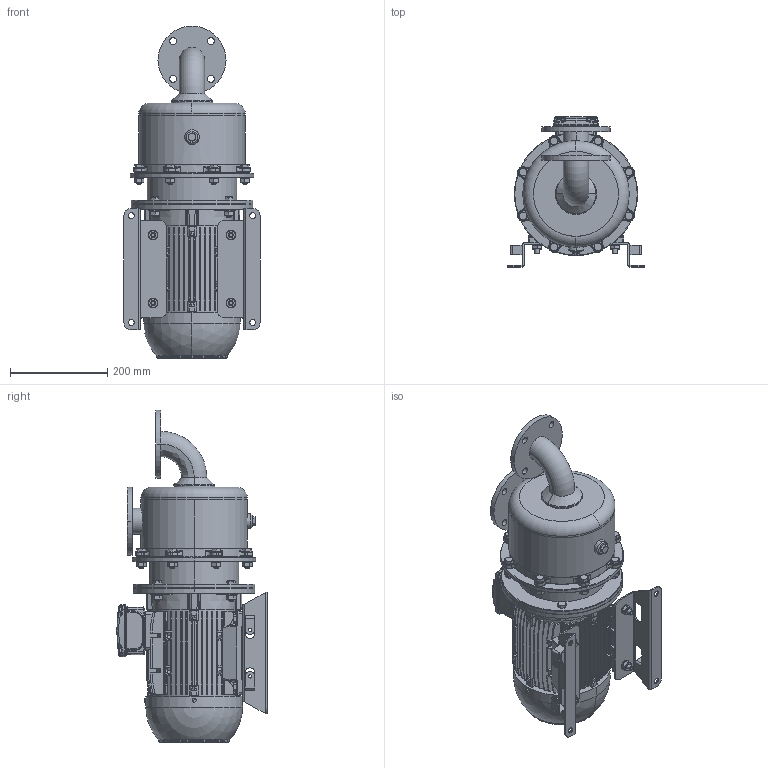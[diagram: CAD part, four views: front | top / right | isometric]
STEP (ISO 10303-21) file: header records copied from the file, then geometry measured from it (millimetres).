
FILE_DESCRIPTION (( 'STEP AP203' ), '1' );
FILE_NAME ('Ýëåêòðîíàñîñíûé àãðåãàò ÕÌñ 25_30Ê5-5,5_2.STEP', '2016-02-09T19:52:08', ( '' ), ( '' ), 'SwSTEP 2.0', 'SolidWorks 2015', '' );
FILE_SCHEMA (( 'CONFIG_CONTROL_DESIGN' ));
Length unit declared in the file: millimetre
Products named in the file (13): 冓憵; Êàñòðþëÿ; Ýëåêòðîíàñîñíûé àãðåãàò ÕÌñ 25_30Ê5-5,5_2; 署赅 赅耱瘙腓; Ïîäâîä (ïðîäîëæåíèå 1); 项溻钿 (忮痦); Ôëàíåö ÕÌñ 25-30; Áîëò Ì10; 楋樏襝鍱睯蜬蠈錪 100L; ﾘ琺矜; 婜縺蹞; Ãàéêà; 扻錪犩2
Assembly tree (59 placements, depth 2):
  Ýëåêòðîíàñîñíûé àãðåãàò ÕÌñ 25_30Ê5-5,5_2
    楋樏襝鍱睯蜬蠈錪 100L
    婜縺蹞
    扻錪犩2
    Êàñòðþëÿ
    署赅 赅耱瘙腓
    Ïîäâîä (ïðîäîëæåíèå 1)
    项溻钿 (忮痦)
    Ôëàíåö ÕÌñ 25-30  x2
    Áîëò Ì10  x16
    ﾘ琺矜  x16
    Ãàéêà  x16
    冓憵  x2
Bounding box: 280 x 309 x 683.45 mm (x, y, z)
Volume: 10224468.9 mm3; surface area: 1368314.7 mm2
Topology: 59 solids, 59 shells, 3998 faces, 10020 edges, 6323 vertices
Faces by surface type: plane 2274, cylinder 812, cone 523, torus 230, bspline 143, sphere 16
Entity records: 109487 total; most frequent: CARTESIAN_POINT 31401, ORIENTED_EDGE 16124, DIRECTION 15075, EDGE_CURVE 8062, VECTOR 5345, LINE 5345, VERTEX_POINT 5183, AXIS2_PLACEMENT_3D 4865
